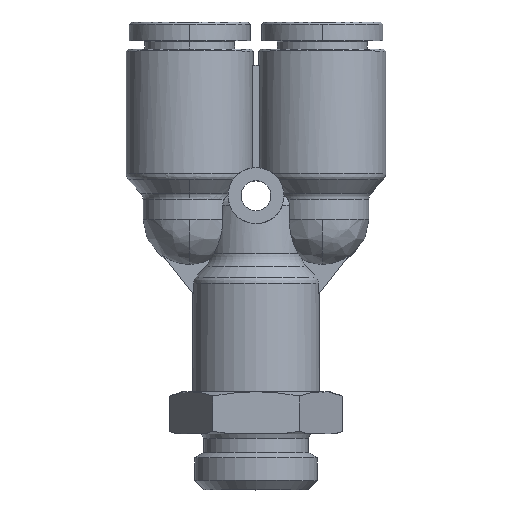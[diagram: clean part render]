
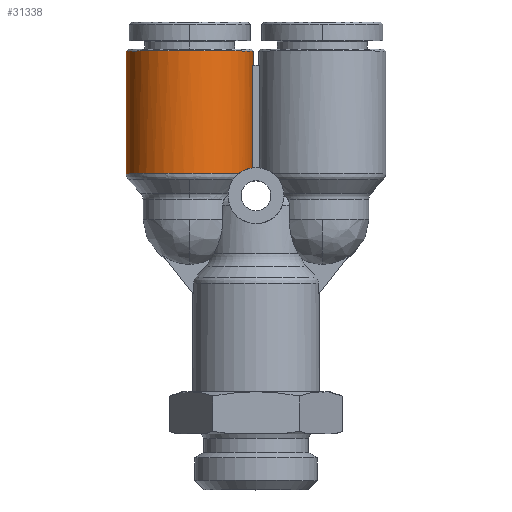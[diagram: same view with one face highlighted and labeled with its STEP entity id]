
A CAD part, top view. The second image highlights one B-rep face of the part: STEP entity #31338.
In plain terms, the highlighted cylindrical face has radius 6.8 mm (diameter 13.6 mm), a partial arc.
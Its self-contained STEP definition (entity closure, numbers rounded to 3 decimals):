
#896 = DIRECTION ( 'NONE',  ( 1., 0., 0. ) ) ;
#1262 = CARTESIAN_POINT ( 'NONE',  ( 4.528, 1., 6.726 ) ) ;
#1528 = CARTESIAN_POINT ( 'NONE',  ( -0.089, 4.287, 5.279 ) ) ;
#2155 = VECTOR ( 'NONE', #7646, 1000. ) ;
#2449 = ORIENTED_EDGE ( 'NONE', *, *, #29107, .T. ) ;
#4121 = CARTESIAN_POINT ( 'NONE',  ( 0.354, 3.048, 6.086 ) ) ;
#4735 = VERTEX_POINT ( 'NONE', #7011 ) ;
#5102 = DIRECTION ( 'NONE',  ( -1., 0., 0. ) ) ;
#5191 = VERTEX_POINT ( 'NONE', #13925 ) ;
#5210 = CARTESIAN_POINT ( 'NONE',  ( 13.028, 0., 0. ) ) ;
#5751 = DIRECTION ( 'NONE',  ( -1., 0., 0. ) ) ;
#6490 = DIRECTION ( 'NONE',  ( 1., 0., 0. ) ) ;
#6642 = VERTEX_POINT ( 'NONE', #24686 ) ;
#7011 = CARTESIAN_POINT ( 'NONE',  ( 0.504, 1., 6.726 ) ) ;
#7646 = DIRECTION ( 'NONE',  ( 1., 0., 0. ) ) ;
#8777 = DIRECTION ( 'NONE',  ( 0., 0., -1. ) ) ;
#9096 = CARTESIAN_POINT ( 'NONE',  ( 0.471, 2.206, 6.461 ) ) ;
#9220 = ORIENTED_EDGE ( 'NONE', *, *, #31312, .T. ) ;
#9607 = VERTEX_POINT ( 'NONE', #25333 ) ;
#10047 = VERTEX_POINT ( 'NONE', #20787 ) ;
#10067 = DIRECTION ( 'NONE',  ( 0., 0., -1. ) ) ;
#10833 = DIRECTION ( 'NONE',  ( 1., 0., 0. ) ) ;
#11106 = CARTESIAN_POINT ( 'NONE',  ( 11.528, 0., 6.8 ) ) ;
#11591 = CARTESIAN_POINT ( 'NONE',  ( -0.089, 0., 0. ) ) ;
#13205 = DIRECTION ( 'NONE',  ( 1., 0., 0. ) ) ;
#13570 = CARTESIAN_POINT ( 'NONE',  ( 0.048, 4.067, 5.457 ) ) ;
#13925 = CARTESIAN_POINT ( 'NONE',  ( 11.528, 1., 6.726 ) ) ;
#13989 = CARTESIAN_POINT ( 'NONE',  ( 0.504, 1., 6.726 ) ) ;
#15346 = CIRCLE ( 'NONE', #17907, 6.8 ) ;
#15499 = AXIS2_PLACEMENT_3D ( 'NONE', #5210, #5102, #10067 ) ;
#15625 = CARTESIAN_POINT ( 'NONE',  ( 4.528, 0., 0. ) ) ;
#15856 = ORIENTED_EDGE ( 'NONE', *, *, #23836, .T. ) ;
#16255 = DIRECTION ( 'NONE',  ( 0., 0., -1. ) ) ;
#16702 = VECTOR ( 'NONE', #10833, 1000. ) ;
#17272 = CIRCLE ( 'NONE', #15499, 6.8 ) ;
#17907 = AXIS2_PLACEMENT_3D ( 'NONE', #26397, #28620, #16255 ) ;
#18190 = CARTESIAN_POINT ( 'NONE',  ( 13.028, 0., 0. ) ) ;
#18726 = CARTESIAN_POINT ( 'NONE',  ( 0.493, 1.616, 6.634 ) ) ;
#19276 = CARTESIAN_POINT ( 'NONE',  ( -0.089, 4.287, 5.279 ) ) ;
#19325 = VERTEX_POINT ( 'NONE', #24914 ) ;
#19499 = EDGE_CURVE ( 'NONE', #30380, #4735, #21349, .T. ) ;
#19577 = EDGE_LOOP ( 'NONE', ( #30133, #2449, #9220, #20371, #28131, #23002, #23796, #15856 ) ) ;
#19845 = CARTESIAN_POINT ( 'NONE',  ( 4.528, 0., -6.8 ) ) ;
#20371 = ORIENTED_EDGE ( 'NONE', *, *, #30515, .T. ) ;
#20787 = CARTESIAN_POINT ( 'NONE',  ( -0.089, 0., -6.8 ) ) ;
#21018 = CARTESIAN_POINT ( 'NONE',  ( 0.3, 3.322, 5.941 ) ) ;
#21349 = B_SPLINE_CURVE_WITH_KNOTS ( 'NONE', 3,
 ( #1528, #13570, #28281, #21018, #4121, #9096, #18726, #13989 ),
 .UNSPECIFIED., .F., .F.,
 ( 4, 2, 2, 4 ),
 ( 0., 0.001, 0.002, 0.004 ),
 .UNSPECIFIED. ) ;
#22257 = EDGE_CURVE ( 'NONE', #5191, #25348, #15346, .T. ) ;
#22710 = CIRCLE ( 'NONE', #29368, 6.8 ) ;
#23002 = ORIENTED_EDGE ( 'NONE', *, *, #30667, .T. ) ;
#23796 = ORIENTED_EDGE ( 'NONE', *, *, #19499, .T. ) ;
#23836 = EDGE_CURVE ( 'NONE', #4735, #5191, #30117, .T. ) ;
#24686 = CARTESIAN_POINT ( 'NONE',  ( 13.028, 0., -6.8 ) ) ;
#24914 = CARTESIAN_POINT ( 'NONE',  ( 13.028, 6.8, 0. ) ) ;
#24994 = EDGE_CURVE ( 'NONE', #10047, #6642, #28965, .T. ) ;
#25333 = CARTESIAN_POINT ( 'NONE',  ( 13.028, 0., 6.8 ) ) ;
#25348 = VERTEX_POINT ( 'NONE', #11106 ) ;
#25661 = FACE_OUTER_BOUND ( 'NONE', #19577, .T. ) ;
#26397 = CARTESIAN_POINT ( 'NONE',  ( 11.528, 0., 0. ) ) ;
#26422 = CYLINDRICAL_SURFACE ( 'NONE', #30171, 6.8 ) ;
#27662 = DIRECTION ( 'NONE',  ( 0., 0., -1. ) ) ;
#28131 = ORIENTED_EDGE ( 'NONE', *, *, #24994, .F. ) ;
#28194 = CARTESIAN_POINT ( 'NONE',  ( 4.528, 0., 6.8 ) ) ;
#28281 = CARTESIAN_POINT ( 'NONE',  ( 0.147, 3.83, 5.627 ) ) ;
#28620 = DIRECTION ( 'NONE',  ( 1., 0., 0. ) ) ;
#28897 = LINE ( 'NONE', #28194, #16702 ) ;
#28965 = LINE ( 'NONE', #19845, #2155 ) ;
#29107 = EDGE_CURVE ( 'NONE', #25348, #9607, #28897, .T. ) ;
#29368 = AXIS2_PLACEMENT_3D ( 'NONE', #18190, #5751, #27662 ) ;
#30084 = DIRECTION ( 'NONE',  ( 0., 0., -1. ) ) ;
#30117 = LINE ( 'NONE', #1262, #30870 ) ;
#30133 = ORIENTED_EDGE ( 'NONE', *, *, #22257, .T. ) ;
#30171 = AXIS2_PLACEMENT_3D ( 'NONE', #15625, #896, #30084 ) ;
#30380 = VERTEX_POINT ( 'NONE', #19276 ) ;
#30515 = EDGE_CURVE ( 'NONE', #19325, #6642, #22710, .T. ) ;
#30667 = EDGE_CURVE ( 'NONE', #10047, #30380, #31063, .T. ) ;
#30870 = VECTOR ( 'NONE', #13205, 1000. ) ;
#31063 = CIRCLE ( 'NONE', #31393, 6.8 ) ;
#31312 = EDGE_CURVE ( 'NONE', #9607, #19325, #17272, .T. ) ;
#31338 = ADVANCED_FACE ( 'NONE', ( #25661 ), #26422, .T. ) ;
#31393 = AXIS2_PLACEMENT_3D ( 'NONE', #11591, #6490, #8777 ) ;
